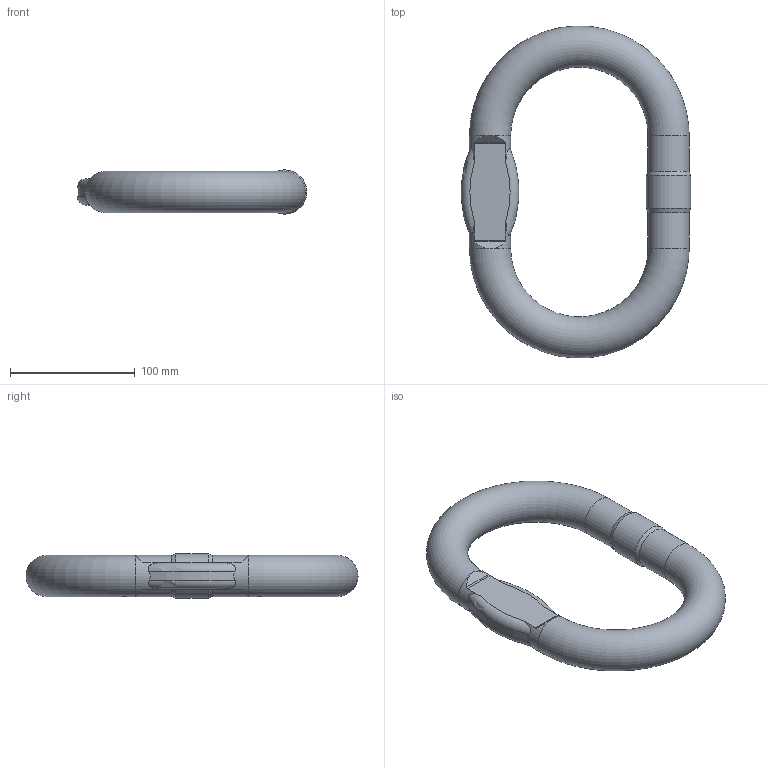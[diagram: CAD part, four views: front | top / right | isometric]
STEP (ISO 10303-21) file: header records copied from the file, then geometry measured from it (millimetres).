
FILE_DESCRIPTION(/* description */ (''),/* implementation_level */ '2;1');
FILE_NAME(/* name */ 'AWP_33.stp',/* time_stamp */ '2018-02-23T10:30:23+01:00',/* author */ (''),/* organization */ (''),/* preprocessor_version */ 'ST-DEVELOPER v16',/* originating_system */ 'SIEMENS PLM Software NX 11.0',/* authorisation */ '');
FILE_SCHEMA (('AUTOMOTIVE_DESIGN { 1 0 10303 214 3 1 1 1 }'));
Length unit declared in the file: millimetre
Products named in the file (1): kch1114C08Dlj9p
Bounding box: 183.76 x 265.87 x 35.48 mm (x, y, z)
Volume: 537415.1 mm3; surface area: 66490.1 mm2
Topology: 1 solids, 1 shells, 125 faces, 335 edges, 222 vertices
Faces by surface type: plane 72, extrusion 28, cylinder 17, torus 6, cone 2
Full cylindrical faces by diameter (mm): 33 x2, 35.475 x1
Entity records: 4762 total; most frequent: CARTESIAN_POINT 1858, ORIENTED_EDGE 656, DIRECTION 450, EDGE_CURVE 328, VERTEX_POINT 222, VECTOR 186, B_SPLINE_CURVE_WITH_KNOTS 164, LINE 158
